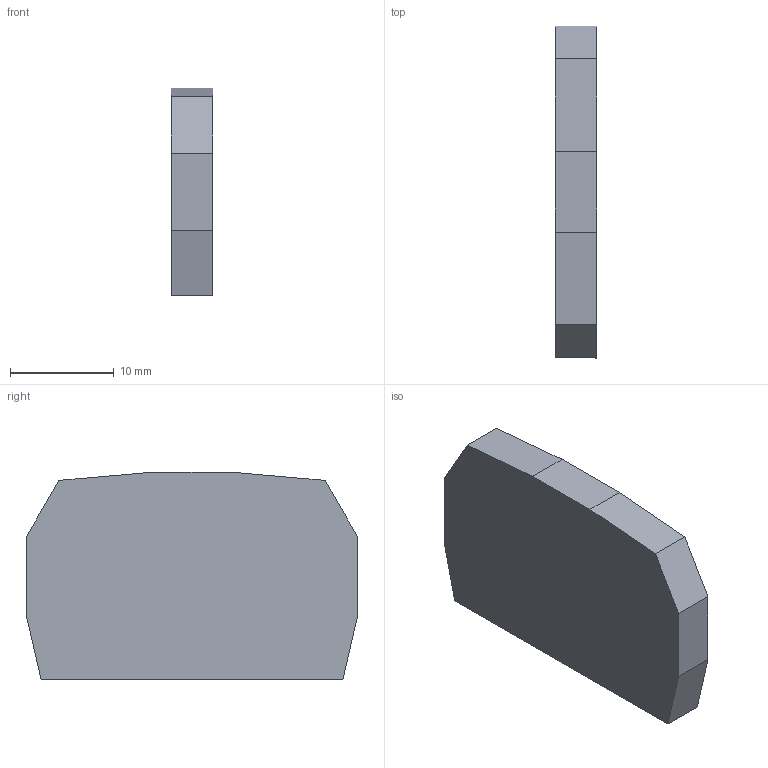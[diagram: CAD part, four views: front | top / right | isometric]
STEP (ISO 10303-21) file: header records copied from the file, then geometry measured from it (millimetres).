
FILE_DESCRIPTION(('Creo Elements/Direct Modeling STEP Export'),'2;1');
FILE_NAME('model.stp','2017-12-29T11:41:55',(''),(''),'Creo Elements/Direct Modeling STEP processor for AP214 (Solid Model)','Creo Elements/Direct Modeling 18.1I 14-Aug-2016 (C) Parametric Technology GmbH','');
FILE_SCHEMA(('AUTOMOTIVE_DESIGN { 1 0 10303 214 1 1 1 1 }'));
Length unit declared in the file: millimetre
Products named in the file (2): D-MSBV_2.5-select
Assembly tree (1 placements, depth 2):
  D-MSBV_2.5-select
    D-MSBV_2.5-select
Bounding box: 4 x 32 x 20 mm (x, y, z)
Volume: 2406.2 mm3; surface area: 1584.2 mm2
Topology: 1 solids, 1 shells, 12 faces, 30 edges, 20 vertices
Faces by surface type: plane 12
Entity records: 495 total; most frequent: CARTESIAN_POINT 64, ORIENTED_EDGE 60, DIRECTION 58, VECTOR 30, LINE 30, EDGE_CURVE 30, VERTEX_POINT 20, AXIS2_PLACEMENT_3D 14
